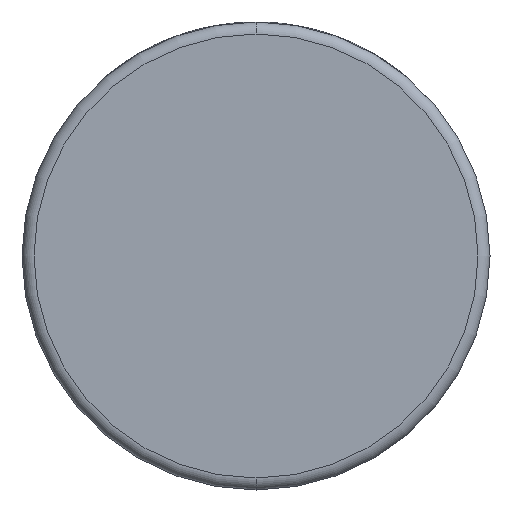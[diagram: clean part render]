
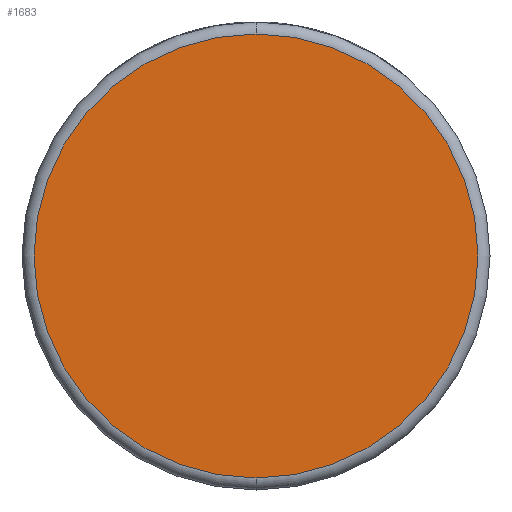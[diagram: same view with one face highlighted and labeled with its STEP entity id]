
A CAD part, front view. The second image highlights one B-rep face of the part: STEP entity #1683.
In plain terms, the highlighted planar face has unit normal (0, -1, 0).
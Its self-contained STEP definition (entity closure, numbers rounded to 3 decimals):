
#146 = EDGE_LOOP ( 'NONE', ( #1620, #4749 ) ) ;
#960 = CARTESIAN_POINT ( 'NONE',  ( 0., 0., -37. ) ) ;
#1121 = VERTEX_POINT ( 'NONE', #960 ) ;
#1543 = DIRECTION ( 'NONE',  ( 0., -1., 0. ) ) ;
#1620 = ORIENTED_EDGE ( 'NONE', *, *, #1635, .T. ) ;
#1635 = EDGE_CURVE ( 'NONE', #2073, #1121, #2343, .T. ) ;
#1660 = CARTESIAN_POINT ( 'NONE',  ( 0., 0., 0. ) ) ;
#1683 = ADVANCED_FACE ( 'NONE', ( #4026 ), #4355, .F. ) ;
#1973 = DIRECTION ( 'NONE',  ( 0., 0., 1. ) ) ;
#1976 = DIRECTION ( 'NONE',  ( 0., 0., 1. ) ) ;
#2073 = VERTEX_POINT ( 'NONE', #4284 ) ;
#2343 = CIRCLE ( 'NONE', #2380, 37. ) ;
#2380 = AXIS2_PLACEMENT_3D ( 'NONE', #1660, #3534, #1976 ) ;
#3274 = AXIS2_PLACEMENT_3D ( 'NONE', #4637, #1543, #4275 ) ;
#3531 = CARTESIAN_POINT ( 'NONE',  ( 0., 0., 0. ) ) ;
#3534 = DIRECTION ( 'NONE',  ( 0., -1., 0. ) ) ;
#3919 = DIRECTION ( 'NONE',  ( 0., 1., 0. ) ) ;
#3943 = EDGE_CURVE ( 'NONE', #1121, #2073, #4547, .T. ) ;
#4026 = FACE_OUTER_BOUND ( 'NONE', #146, .T. ) ;
#4275 = DIRECTION ( 'NONE',  ( 0., 0., 1. ) ) ;
#4284 = CARTESIAN_POINT ( 'NONE',  ( 0., 0., 37. ) ) ;
#4355 = PLANE ( 'NONE',  #5008 ) ;
#4547 = CIRCLE ( 'NONE', #3274, 37. ) ;
#4637 = CARTESIAN_POINT ( 'NONE',  ( 0., 0., 0. ) ) ;
#4749 = ORIENTED_EDGE ( 'NONE', *, *, #3943, .T. ) ;
#5008 = AXIS2_PLACEMENT_3D ( 'NONE', #3531, #3919, #1973 ) ;
